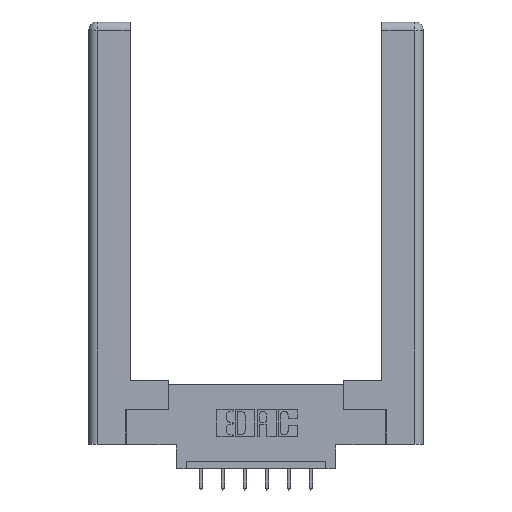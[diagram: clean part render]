
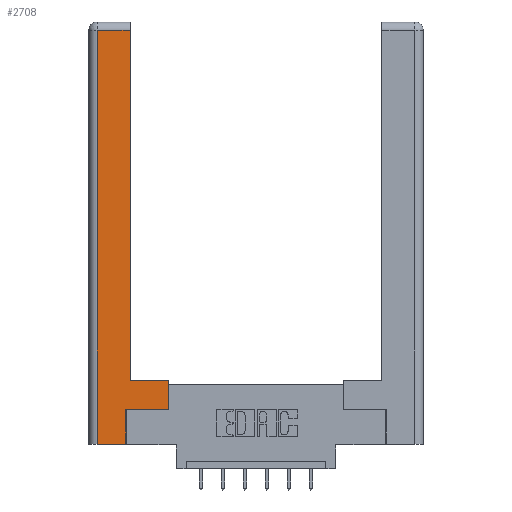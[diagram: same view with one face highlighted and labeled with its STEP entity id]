
A CAD part, top view. The second image highlights one B-rep face of the part: STEP entity #2708.
In plain terms, the highlighted planar face has unit normal (0, 0, 1).
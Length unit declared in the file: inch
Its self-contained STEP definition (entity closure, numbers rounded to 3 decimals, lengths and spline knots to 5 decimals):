
#357 = FACE_OUTER_BOUND ( 'NONE', #6807, .T. ) ;
#423 = DIRECTION ( 'NONE',  ( 0., 1., 0. ) ) ;
#684 = EDGE_CURVE ( 'NONE', #2437, #6847, #9579, .T. ) ;
#860 = VECTOR ( 'NONE', #8120, 39.37008 ) ;
#1514 = CARTESIAN_POINT ( 'NONE',  ( 0.0615, 0., 0. ) ) ;
#1530 = CARTESIAN_POINT ( 'NONE',  ( 0.295, 0.45, 0. ) ) ;
#1867 = CARTESIAN_POINT ( 'NONE',  ( 0.565, 0.45, 0. ) ) ;
#2257 = LINE ( 'NONE', #9818, #5431 ) ;
#2437 = VERTEX_POINT ( 'NONE', #4323 ) ;
#2457 = CARTESIAN_POINT ( 'NONE',  ( 0.265, 0., 0. ) ) ;
#2467 = CARTESIAN_POINT ( 'NONE',  ( 0., 0., 0. ) ) ;
#2517 = EDGE_CURVE ( 'NONE', #4458, #8517, #7577, .T. ) ;
#2581 = VECTOR ( 'NONE', #4017, 39.37008 ) ;
#2664 = EDGE_CURVE ( 'NONE', #7675, #4458, #10141, .T. ) ;
#2708 = ADVANCED_FACE ( 'NONE', ( #357 ), #11653, .F. ) ;
#2730 = VERTEX_POINT ( 'NONE', #11860 ) ;
#2877 = CARTESIAN_POINT ( 'NONE',  ( 0.295, 0.45, 0. ) ) ;
#3106 = VECTOR ( 'NONE', #11478, 39.37008 ) ;
#3271 = VECTOR ( 'NONE', #3934, 39.37008 ) ;
#3564 = ORIENTED_EDGE ( 'NONE', *, *, #7819, .T. ) ;
#3689 = LINE ( 'NONE', #7690, #3271 ) ;
#3781 = ORIENTED_EDGE ( 'NONE', *, *, #684, .T. ) ;
#3861 = ORIENTED_EDGE ( 'NONE', *, *, #7348, .T. ) ;
#3934 = DIRECTION ( 'NONE',  ( 1., 0., 0. ) ) ;
#4017 = DIRECTION ( 'NONE',  ( 0., -1., 0. ) ) ;
#4067 = ORIENTED_EDGE ( 'NONE', *, *, #2664, .T. ) ;
#4126 = VERTEX_POINT ( 'NONE', #1514 ) ;
#4323 = CARTESIAN_POINT ( 'NONE',  ( 0.265, 0., 0. ) ) ;
#4350 = DIRECTION ( 'NONE',  ( -1., 0., 0. ) ) ;
#4458 = VERTEX_POINT ( 'NONE', #2877 ) ;
#4490 = DIRECTION ( 'NONE',  ( 1., 0., 0. ) ) ;
#4758 = EDGE_CURVE ( 'NONE', #8517, #2730, #11809, .T. ) ;
#4855 = CARTESIAN_POINT ( 'NONE',  ( 0.565, 0.245, 0. ) ) ;
#5070 = ORIENTED_EDGE ( 'NONE', *, *, #5934, .T. ) ;
#5100 = CARTESIAN_POINT ( 'NONE',  ( 0.295, 3., 0. ) ) ;
#5252 = VERTEX_POINT ( 'NONE', #4855 ) ;
#5431 = VECTOR ( 'NONE', #8931, 39.37008 ) ;
#5916 = CARTESIAN_POINT ( 'NONE',  ( 0.0615, 0., 0. ) ) ;
#5934 = EDGE_CURVE ( 'NONE', #2730, #4126, #7780, .T. ) ;
#5989 = VECTOR ( 'NONE', #8953, 39.37008 ) ;
#6020 = CARTESIAN_POINT ( 'NONE',  ( 0.265, 0.245, 0. ) ) ;
#6263 = ORIENTED_EDGE ( 'NONE', *, *, #8097, .T. ) ;
#6807 = EDGE_LOOP ( 'NONE', ( #11531, #9760, #5070, #3564, #3781, #3861, #6263, #4067 ) ) ;
#6847 = VERTEX_POINT ( 'NONE', #8766 ) ;
#6948 = CARTESIAN_POINT ( 'NONE',  ( 0.295, 2.94, 0. ) ) ;
#7348 = EDGE_CURVE ( 'NONE', #6847, #5252, #3689, .T. ) ;
#7474 = LINE ( 'NONE', #2457, #10912 ) ;
#7577 = LINE ( 'NONE', #5100, #10873 ) ;
#7675 = VERTEX_POINT ( 'NONE', #1867 ) ;
#7690 = CARTESIAN_POINT ( 'NONE',  ( 0.565, 0.245, 0. ) ) ;
#7780 = LINE ( 'NONE', #5916, #2581 ) ;
#7819 = EDGE_CURVE ( 'NONE', #4126, #2437, #7474, .T. ) ;
#8097 = EDGE_CURVE ( 'NONE', #5252, #7675, #2257, .T. ) ;
#8120 = DIRECTION ( 'NONE',  ( -1., 0., 0. ) ) ;
#8239 = CARTESIAN_POINT ( 'NONE',  ( 0.0615, 2.94, 0. ) ) ;
#8517 = VERTEX_POINT ( 'NONE', #6948 ) ;
#8766 = CARTESIAN_POINT ( 'NONE',  ( 0.265, 0.245, 0. ) ) ;
#8913 = DIRECTION ( 'NONE',  ( 0., 0., -1. ) ) ;
#8931 = DIRECTION ( 'NONE',  ( 0., 1., 0. ) ) ;
#8953 = DIRECTION ( 'NONE',  ( -1., 0., 0. ) ) ;
#9326 = AXIS2_PLACEMENT_3D ( 'NONE', #2467, #8913, #4350 ) ;
#9579 = LINE ( 'NONE', #6020, #3106 ) ;
#9760 = ORIENTED_EDGE ( 'NONE', *, *, #4758, .T. ) ;
#9818 = CARTESIAN_POINT ( 'NONE',  ( 0.565, 0.45, 0. ) ) ;
#10141 = LINE ( 'NONE', #1530, #5989 ) ;
#10873 = VECTOR ( 'NONE', #423, 39.37008 ) ;
#10912 = VECTOR ( 'NONE', #4490, 39.37008 ) ;
#11478 = DIRECTION ( 'NONE',  ( 0., 1., 0. ) ) ;
#11531 = ORIENTED_EDGE ( 'NONE', *, *, #2517, .T. ) ;
#11653 = PLANE ( 'NONE',  #9326 ) ;
#11809 = LINE ( 'NONE', #8239, #860 ) ;
#11860 = CARTESIAN_POINT ( 'NONE',  ( 0.0615, 2.94, 0. ) ) ;
